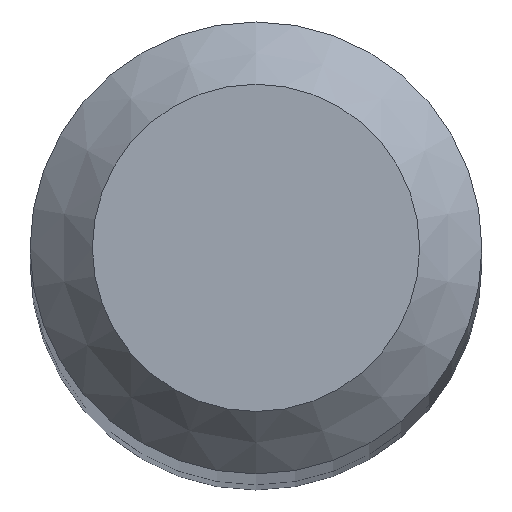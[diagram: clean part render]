
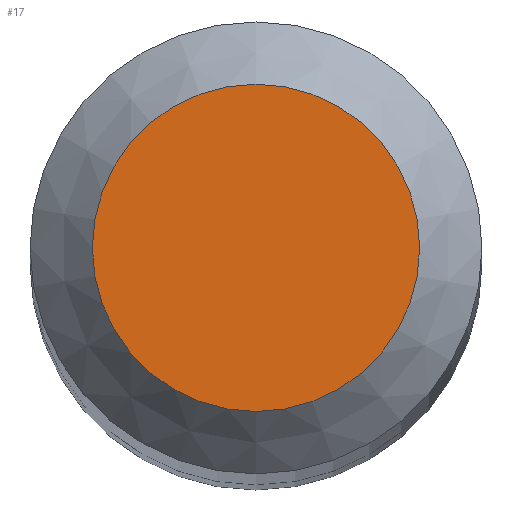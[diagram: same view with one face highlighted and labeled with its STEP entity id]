
A CAD part, top view. The second image highlights one B-rep face of the part: STEP entity #17.
In plain terms, the highlighted planar face has unit normal (0, 0, 1).
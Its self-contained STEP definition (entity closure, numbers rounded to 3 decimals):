
#14 = AXIS2_PLACEMENT_3D ( 'NONE', #69, #113, #110 ) ;
#17 = ADVANCED_FACE ( 'NONE', ( #148 ), #23, .F. ) ;
#23 = PLANE ( 'NONE',  #14 ) ;
#44 = AXIS2_PLACEMENT_3D ( 'NONE', #59, #184, #201 ) ;
#53 = ORIENTED_EDGE ( 'NONE', *, *, #102, .F. ) ;
#59 = CARTESIAN_POINT ( 'NONE',  ( 0., 0., 30. ) ) ;
#69 = CARTESIAN_POINT ( 'NONE',  ( 0., 0., 30. ) ) ;
#73 = VERTEX_POINT ( 'NONE', #153 ) ;
#102 = EDGE_CURVE ( 'NONE', #73, #73, #114, .T. ) ;
#110 = DIRECTION ( 'NONE',  ( 0., 1., 0. ) ) ;
#113 = DIRECTION ( 'NONE',  ( 0., 0., -1. ) ) ;
#114 = CIRCLE ( 'NONE', #44, 0.525 ) ;
#148 = FACE_OUTER_BOUND ( 'NONE', #151, .T. ) ;
#151 = EDGE_LOOP ( 'NONE', ( #53 ) ) ;
#153 = CARTESIAN_POINT ( 'NONE',  ( 0., 0.525, 30. ) ) ;
#184 = DIRECTION ( 'NONE',  ( 0., 0., -1. ) ) ;
#201 = DIRECTION ( 'NONE',  ( 0., 1., 0. ) ) ;
